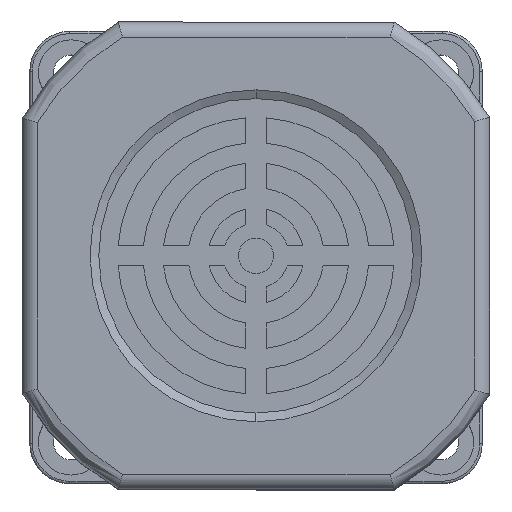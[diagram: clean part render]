
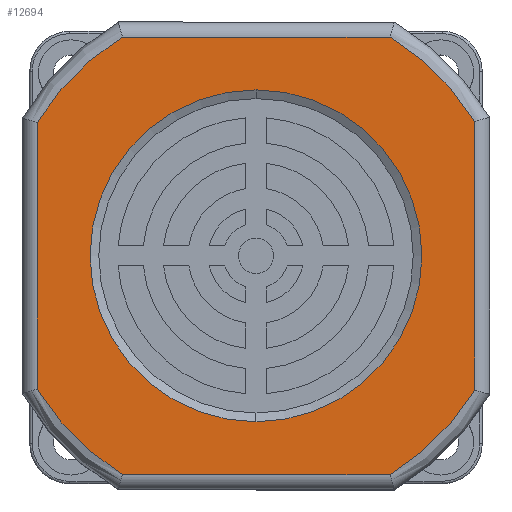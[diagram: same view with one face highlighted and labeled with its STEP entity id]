
A CAD part, top view. The second image highlights one B-rep face of the part: STEP entity #12694.
In plain terms, the highlighted face is planar.
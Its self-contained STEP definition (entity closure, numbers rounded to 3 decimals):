
#238 = EDGE_CURVE ( 'NONE', #12358, #16285, #4273, .T. ) ;
#369 = DIRECTION ( 'NONE',  ( 0., 0., 1. ) ) ;
#499 = VECTOR ( 'NONE', #19134, 1000. ) ;
#557 = CARTESIAN_POINT ( 'NONE',  ( -33.514, 0., -39.251 ) ) ;
#879 = EDGE_CURVE ( 'NONE', #16285, #17132, #20336, .T. ) ;
#929 =( BOUNDED_CURVE ( )  B_SPLINE_CURVE ( 3, ( #19869, #18234, #16882, #16748 ),
 .UNSPECIFIED., .F., .T. ) 
 B_SPLINE_CURVE_WITH_KNOTS ( ( 4, 4 ),
 ( 0., 1. ),
 .UNSPECIFIED. ) 
 CURVE ( )  GEOMETRIC_REPRESENTATION_ITEM ( )  RATIONAL_B_SPLINE_CURVE ( ( 1., 0.982, 0.982, 1. ) ) 
 REPRESENTATION_ITEM ( '' )  );
#1103 = LINE ( 'NONE', #11789, #9730 ) ;
#1315 = CARTESIAN_POINT ( 'NONE',  ( -43.5, 0., 26.54 ) ) ;
#1597 = CIRCLE ( 'NONE', #6992, 33. ) ;
#1681 = CIRCLE ( 'NONE', #7347, 33. ) ;
#1886 = VERTEX_POINT ( 'NONE', #13845 ) ;
#2061 = DIRECTION ( 'NONE',  ( 0., 0., -1. ) ) ;
#2176 = CARTESIAN_POINT ( 'NONE',  ( -39.264, 0., -33.49 ) ) ;
#2625 = CARTESIAN_POINT ( 'NONE',  ( 0., 0., 0. ) ) ;
#2691 = EDGE_CURVE ( 'NONE', #1886, #6533, #929, .T. ) ;
#2744 = ORIENTED_EDGE ( 'NONE', *, *, #7934, .F. ) ;
#3677 = ORIENTED_EDGE ( 'NONE', *, *, #2691, .F. ) ;
#3766 = EDGE_CURVE ( 'NONE', #6533, #17154, #6442, .T. ) ;
#4208 = EDGE_CURVE ( 'NONE', #11483, #13897, #1597, .T. ) ;
#4238 = DIRECTION ( 'NONE',  ( 0., 0., -1. ) ) ;
#4273 = LINE ( 'NONE', #16430, #8618 ) ;
#4431 = CARTESIAN_POINT ( 'NONE',  ( -43.5, 0., 0. ) ) ;
#4530 = CARTESIAN_POINT ( 'NONE',  ( -33.514, 0., 39.251 ) ) ;
#4686 = ORIENTED_EDGE ( 'NONE', *, *, #3766, .F. ) ;
#4779 = LINE ( 'NONE', #4431, #499 ) ;
#5636 = ORIENTED_EDGE ( 'NONE', *, *, #11782, .F. ) ;
#6297 = VERTEX_POINT ( 'NONE', #10309 ) ;
#6355 = FACE_BOUND ( 'NONE', #17736, .T. ) ;
#6442 = LINE ( 'NONE', #16991, #14942 ) ;
#6533 = VERTEX_POINT ( 'NONE', #14321 ) ;
#6992 = AXIS2_PLACEMENT_3D ( 'NONE', #10830, #10756, #10695 ) ;
#7175 = CARTESIAN_POINT ( 'NONE',  ( 26.673, 0., 43.5 ) ) ;
#7347 = AXIS2_PLACEMENT_3D ( 'NONE', #2625, #14028, #4238 ) ;
#7414 = ORIENTED_EDGE ( 'NONE', *, *, #9438, .F. ) ;
#7505 = CARTESIAN_POINT ( 'NONE',  ( -43.5, 0., 26.54 ) ) ;
#7934 = EDGE_CURVE ( 'NONE', #6297, #15513, #4779, .T. ) ;
#8429 = CARTESIAN_POINT ( 'NONE',  ( 0.05, 0., 0. ) ) ;
#8618 = VECTOR ( 'NONE', #16480, 1000. ) ;
#8893 = CARTESIAN_POINT ( 'NONE',  ( -26.572, 0., 43.5 ) ) ;
#9055 = AXIS2_PLACEMENT_3D ( 'NONE', #8429, #10065, #369 ) ;
#9144 = CARTESIAN_POINT ( 'NONE',  ( -26.572, 0., -43.5 ) ) ;
#9438 = EDGE_CURVE ( 'NONE', #13897, #11483, #1681, .T. ) ;
#9530 = ORIENTED_EDGE ( 'NONE', *, *, #20570, .F. ) ;
#9730 = VECTOR ( 'NONE', #2061, 1000. ) ;
#10065 = DIRECTION ( 'NONE',  ( 0., 1., 0. ) ) ;
#10309 = CARTESIAN_POINT ( 'NONE',  ( -43.5, 0., -26.54 ) ) ;
#10695 = DIRECTION ( 'NONE',  ( 0., 0., -1. ) ) ;
#10710 = CARTESIAN_POINT ( 'NONE',  ( 43.5, 0., 26.705 ) ) ;
#10756 = DIRECTION ( 'NONE',  ( 0., -1., 0. ) ) ;
#10830 = CARTESIAN_POINT ( 'NONE',  ( 0., 0., 0. ) ) ;
#11021 = CARTESIAN_POINT ( 'NONE',  ( -39.264, 0., 33.49 ) ) ;
#11483 = VERTEX_POINT ( 'NONE', #12590 ) ;
#11782 = EDGE_CURVE ( 'NONE', #17154, #6297, #17171, .T. ) ;
#11789 = CARTESIAN_POINT ( 'NONE',  ( 43.5, 0., 0. ) ) ;
#12358 = VERTEX_POINT ( 'NONE', #8893 ) ;
#12590 = CARTESIAN_POINT ( 'NONE',  ( 0., 0., 33. ) ) ;
#12694 = ADVANCED_FACE ( 'NONE', ( #6355, #20408 ), #18200, .F. ) ;
#13106 =( BOUNDED_CURVE ( )  B_SPLINE_CURVE ( 3, ( #1315, #11021, #4530, #15965 ),
 .UNSPECIFIED., .F., .T. ) 
 B_SPLINE_CURVE_WITH_KNOTS ( ( 4, 4 ),
 ( 0., 1. ),
 .UNSPECIFIED. ) 
 CURVE ( )  GEOMETRIC_REPRESENTATION_ITEM ( )  RATIONAL_B_SPLINE_CURVE ( ( 1., 0.981, 0.981, 1. ) ) 
 REPRESENTATION_ITEM ( '' )  );
#13487 = CARTESIAN_POINT ( 'NONE',  ( -26.572, 0., -43.5 ) ) ;
#13556 = CARTESIAN_POINT ( 'NONE',  ( -43.5, 0., -26.54 ) ) ;
#13845 = CARTESIAN_POINT ( 'NONE',  ( 43.5, 0., -26.705 ) ) ;
#13897 = VERTEX_POINT ( 'NONE', #19207 ) ;
#14028 = DIRECTION ( 'NONE',  ( 0., -1., 0. ) ) ;
#14321 = CARTESIAN_POINT ( 'NONE',  ( 26.673, 0., -43.5 ) ) ;
#14434 = ORIENTED_EDGE ( 'NONE', *, *, #879, .F. ) ;
#14942 = VECTOR ( 'NONE', #16713, 1000. ) ;
#15513 = VERTEX_POINT ( 'NONE', #7505 ) ;
#15965 = CARTESIAN_POINT ( 'NONE',  ( -26.572, 0., 43.5 ) ) ;
#16285 = VERTEX_POINT ( 'NONE', #7175 ) ;
#16430 = CARTESIAN_POINT ( 'NONE',  ( 0.05, 0., 43.5 ) ) ;
#16480 = DIRECTION ( 'NONE',  ( 1., 0., 0. ) ) ;
#16713 = DIRECTION ( 'NONE',  ( -1., 0., 0. ) ) ;
#16748 = CARTESIAN_POINT ( 'NONE',  ( 26.673, 0., -43.5 ) ) ;
#16882 = CARTESIAN_POINT ( 'NONE',  ( 33.559, 0., -39.286 ) ) ;
#16991 = CARTESIAN_POINT ( 'NONE',  ( 0.05, 0., -43.5 ) ) ;
#17132 = VERTEX_POINT ( 'NONE', #10710 ) ;
#17154 = VERTEX_POINT ( 'NONE', #9144 ) ;
#17171 =( BOUNDED_CURVE ( )  B_SPLINE_CURVE ( 3, ( #13487, #557, #2176, #13556 ),
 .UNSPECIFIED., .F., .T. ) 
 B_SPLINE_CURVE_WITH_KNOTS ( ( 4, 4 ),
 ( 0., 1. ),
 .UNSPECIFIED. ) 
 CURVE ( )  GEOMETRIC_REPRESENTATION_ITEM ( )  RATIONAL_B_SPLINE_CURVE ( ( 1., 0.981, 0.981, 1. ) ) 
 REPRESENTATION_ITEM ( '' )  );
#17232 = EDGE_LOOP ( 'NONE', ( #5636, #4686, #3677, #19519, #14434, #18601, #9530, #2744 ) ) ;
#17736 = EDGE_LOOP ( 'NONE', ( #7414, #17979 ) ) ;
#17964 = CARTESIAN_POINT ( 'NONE',  ( 43.5, 0., 26.705 ) ) ;
#17979 = ORIENTED_EDGE ( 'NONE', *, *, #4208, .F. ) ;
#18200 = PLANE ( 'NONE',  #9055 ) ;
#18234 = CARTESIAN_POINT ( 'NONE',  ( 39.273, 0., -33.583 ) ) ;
#18303 = CARTESIAN_POINT ( 'NONE',  ( 26.673, 0., 43.5 ) ) ;
#18522 = CARTESIAN_POINT ( 'NONE',  ( 33.559, 0., 39.286 ) ) ;
#18601 = ORIENTED_EDGE ( 'NONE', *, *, #238, .F. ) ;
#18733 = CARTESIAN_POINT ( 'NONE',  ( 39.273, 0., 33.583 ) ) ;
#19134 = DIRECTION ( 'NONE',  ( 0., 0., 1. ) ) ;
#19207 = CARTESIAN_POINT ( 'NONE',  ( 0., 0., -33. ) ) ;
#19407 = EDGE_CURVE ( 'NONE', #17132, #1886, #1103, .T. ) ;
#19519 = ORIENTED_EDGE ( 'NONE', *, *, #19407, .F. ) ;
#19869 = CARTESIAN_POINT ( 'NONE',  ( 43.5, 0., -26.705 ) ) ;
#20336 =( BOUNDED_CURVE ( )  B_SPLINE_CURVE ( 3, ( #18303, #18522, #18733, #17964 ),
 .UNSPECIFIED., .F., .T. ) 
 B_SPLINE_CURVE_WITH_KNOTS ( ( 4, 4 ),
 ( 0., 1. ),
 .UNSPECIFIED. ) 
 CURVE ( )  GEOMETRIC_REPRESENTATION_ITEM ( )  RATIONAL_B_SPLINE_CURVE ( ( 1., 0.982, 0.982, 1. ) ) 
 REPRESENTATION_ITEM ( '' )  );
#20408 = FACE_OUTER_BOUND ( 'NONE', #17232, .T. ) ;
#20570 = EDGE_CURVE ( 'NONE', #15513, #12358, #13106, .T. ) ;
